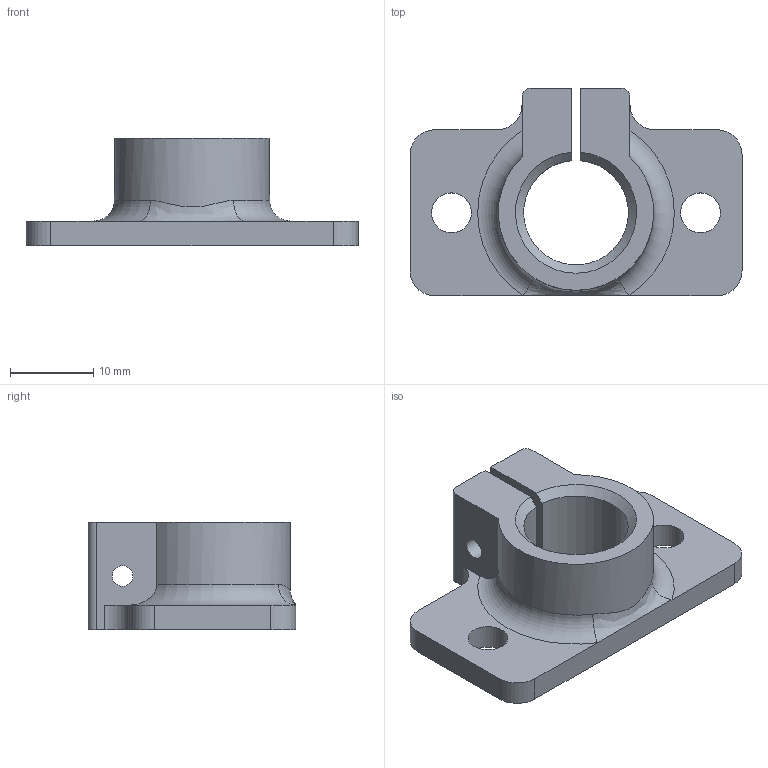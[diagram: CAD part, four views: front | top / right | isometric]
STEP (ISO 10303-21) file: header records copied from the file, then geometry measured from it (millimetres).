
FILE_DESCRIPTION(/* description */ ('FreeCAD Model'),/* implementation_level */ '2;1');
FILE_NAME(/* name */ 'Z Rod Holder.stp',/* time_stamp */ '2019-04-02T19:23:59+01:00',/* author */ ('Ax'),/* organization */ (''),/* preprocessor_version */ 'ST-DEVELOPER v17.2',/* originating_system */ 'Autodesk Inventor 2019',/* authorisation */ 'Unknown');
FILE_SCHEMA (('AUTOMOTIVE_DESIGN { 1 0 10303 214 3 1 1 }'));
Length unit declared in the file: millimetre
Products named in the file (1): Z Rod Holder
Bounding box: 40 x 25 x 13 mm (x, y, z)
Volume: 4230.9 mm3; surface area: 3323.5 mm2
Topology: 1 solids, 1 shells, 35 faces, 104 edges, 72 vertices
Faces by surface type: plane 16, cylinder 15, torus 2, cone 1, bspline 1
Full cylindrical faces by diameter (mm): 2.5 x2, 4.8 x2, 6 x1
Entity records: 1448 total; most frequent: CARTESIAN_POINT 394, DIRECTION 219, ORIENTED_EDGE 208, EDGE_CURVE 104, AXIS2_PLACEMENT_3D 83, VERTEX_POINT 72, LINE 53, VECTOR 53
